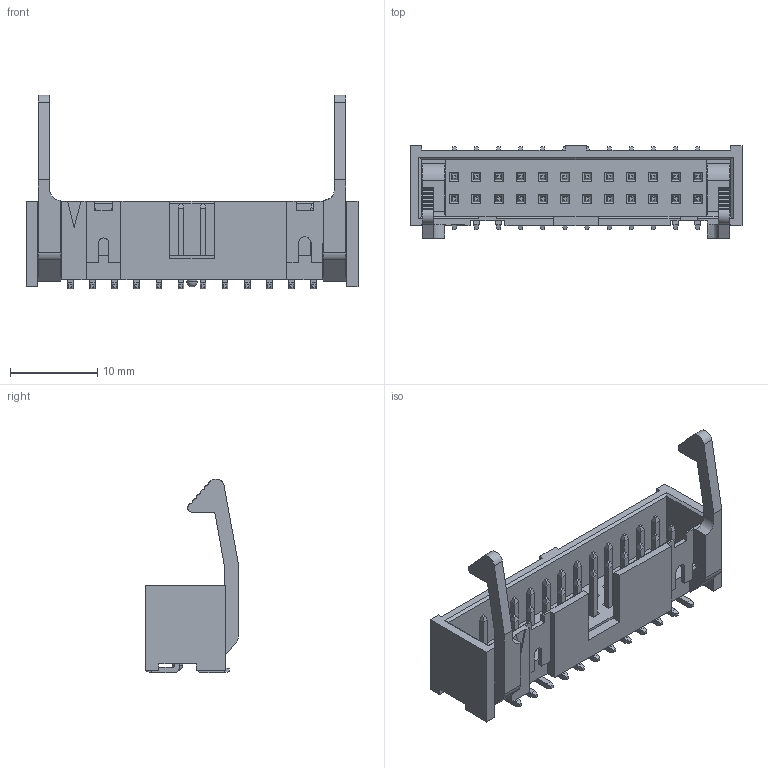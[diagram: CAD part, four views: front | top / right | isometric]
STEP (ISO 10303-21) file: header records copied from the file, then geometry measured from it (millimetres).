
FILE_DESCRIPTION( ('This file contains a STEP AP42 implementation' ,'as created by ZW3D STEP Interface translator.') ,'2;1' );
FILE_NAME( '3211-XXMXXBLX1.stp' ,'231129.1646 6', (''), ('ZWCAD Software Co.'), 'Version 1.0', 'ZW3D to STEP translator', '' );
FILE_SCHEMA(('AUTOMOTIVE_DESIGN { 1 0 10303 214 1 1 1 1 }'));
Length unit declared in the file: millimetre
Products named in the file (2): 0; 3211-24MG0BLT1
Bounding box: 38.1 x 10.62 x 22.25 mm (x, y, z)
Volume: 1641 mm3; surface area: 3069.9 mm2
Topology: 1 solids, 1 shells, 900 faces, 2186 edges, 1324 vertices
Faces by surface type: plane 789, cylinder 69, bspline 40, sphere 2
Full cylindrical faces by diameter (mm): 1.2 x2, 1.4 x2
Entity records: 28506 total; most frequent: CARTESIAN_POINT 7302, ORIENTED_EDGE 4368, DIRECTION 3757, EDGE_CURVE 2184, VECTOR 1815, LINE 1815, VERTEX_POINT 1324, AXIS2_PLACEMENT_3D 971
